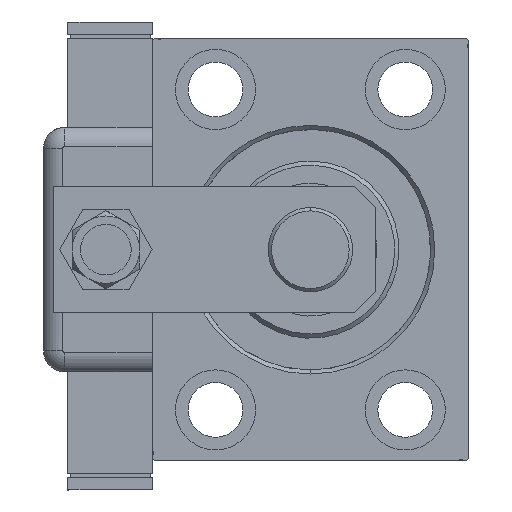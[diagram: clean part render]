
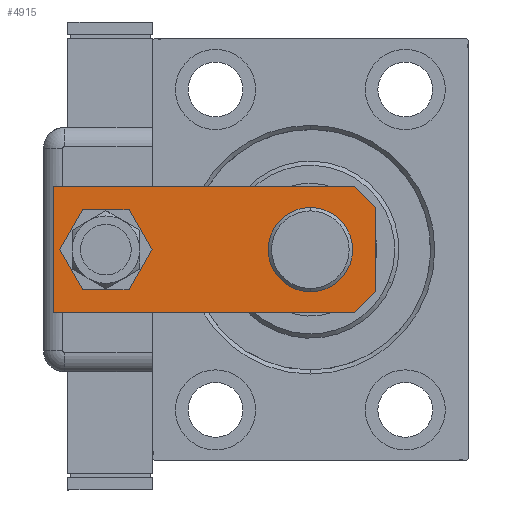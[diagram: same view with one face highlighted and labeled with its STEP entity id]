
A CAD part, left-side view. The second image highlights one B-rep face of the part: STEP entity #4915.
In plain terms, the highlighted face is planar.
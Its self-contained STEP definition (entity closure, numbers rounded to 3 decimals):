
#1186 = EDGE_CURVE ( 'NONE', #49733, #28626, #25750, .T. ) ;
#1902 = EDGE_CURVE ( 'NONE', #30000, #28626, #16363, .T. ) ;
#2738 = DIRECTION ( 'NONE',  ( 1., 0., 0. ) ) ;
#3696 = ORIENTED_EDGE ( 'NONE', *, *, #5186, .T. ) ;
#4145 = CIRCLE ( 'NONE', #29480, 7. ) ;
#4438 = VERTEX_POINT ( 'NONE', #14127 ) ;
#4915 = ADVANCED_FACE ( 'NONE', ( #16085, #15470, #34077 ), #29509, .F. ) ;
#4951 = CARTESIAN_POINT ( 'NONE',  ( 15., 76.5, 0. ) ) ;
#5186 = EDGE_CURVE ( 'NONE', #49733, #21304, #52612, .T. ) ;
#7913 = EDGE_CURVE ( 'NONE', #21536, #21304, #40585, .T. ) ;
#9321 = CARTESIAN_POINT ( 'NONE',  ( 0., 64., 0. ) ) ;
#10205 = AXIS2_PLACEMENT_3D ( 'NONE', #55558, #36051, #41534 ) ;
#10811 = CARTESIAN_POINT ( 'NONE',  ( -10., 0., 0. ) ) ;
#11272 = ORIENTED_EDGE ( 'NONE', *, *, #16440, .T. ) ;
#11488 = DIRECTION ( 'NONE',  ( 0., 0., 1. ) ) ;
#12814 = CARTESIAN_POINT ( 'NONE',  ( 15., 0., 0. ) ) ;
#13470 = VECTOR ( 'NONE', #58786, 1000. ) ;
#14109 = LINE ( 'NONE', #4951, #45150 ) ;
#14127 = CARTESIAN_POINT ( 'NONE',  ( -10., 15.5, 0. ) ) ;
#15470 = FACE_BOUND ( 'NONE', #54617, .T. ) ;
#16085 = FACE_OUTER_BOUND ( 'NONE', #31611, .T. ) ;
#16363 = LINE ( 'NONE', #36172, #13470 ) ;
#16440 = EDGE_CURVE ( 'NONE', #41561, #24310, #4145, .T. ) ;
#16572 = ORIENTED_EDGE ( 'NONE', *, *, #51203, .T. ) ;
#17028 = CARTESIAN_POINT ( 'NONE',  ( 7., 64., 0. ) ) ;
#17300 = AXIS2_PLACEMENT_3D ( 'NONE', #36934, #41509, #46384 ) ;
#17763 = ORIENTED_EDGE ( 'NONE', *, *, #42999, .T. ) ;
#19130 = EDGE_CURVE ( 'NONE', #30000, #45755, #58606, .T. ) ;
#20560 = VECTOR ( 'NONE', #31729, 1000. ) ;
#21304 = VERTEX_POINT ( 'NONE', #42115 ) ;
#21536 = VERTEX_POINT ( 'NONE', #22243 ) ;
#22030 = EDGE_CURVE ( 'NONE', #25296, #4438, #53085, .T. ) ;
#22243 = CARTESIAN_POINT ( 'NONE',  ( -15., 76.5, 0. ) ) ;
#22434 = DIRECTION ( 'NONE',  ( 0., 0., 1. ) ) ;
#24310 = VERTEX_POINT ( 'NONE', #17028 ) ;
#25044 = ORIENTED_EDGE ( 'NONE', *, *, #22030, .T. ) ;
#25296 = VERTEX_POINT ( 'NONE', #40902 ) ;
#25750 = LINE ( 'NONE', #58399, #34898 ) ;
#27238 = AXIS2_PLACEMENT_3D ( 'NONE', #34685, #11488, #30104 ) ;
#27319 = DIRECTION ( 'NONE',  ( 1., 0., 0. ) ) ;
#28626 = VERTEX_POINT ( 'NONE', #32145 ) ;
#29480 = AXIS2_PLACEMENT_3D ( 'NONE', #45127, #59775, #2738 ) ;
#29509 = PLANE ( 'NONE',  #27238 ) ;
#30000 = VERTEX_POINT ( 'NONE', #45446 ) ;
#30104 = DIRECTION ( 'NONE',  ( 1., 0., 0. ) ) ;
#31058 = ORIENTED_EDGE ( 'NONE', *, *, #1902, .T. ) ;
#31611 = EDGE_LOOP ( 'NONE', ( #33385, #3696, #42133, #38468, #57531, #31058 ) ) ;
#31729 = DIRECTION ( 'NONE',  ( 0., -1., 0. ) ) ;
#31765 = CIRCLE ( 'NONE', #43433, 7. ) ;
#32145 = CARTESIAN_POINT ( 'NONE',  ( 10., 0., 0. ) ) ;
#32500 = VECTOR ( 'NONE', #35703, 1000. ) ;
#32771 = EDGE_CURVE ( 'NONE', #45755, #21536, #14109, .T. ) ;
#33385 = ORIENTED_EDGE ( 'NONE', *, *, #1186, .F. ) ;
#34077 = FACE_BOUND ( 'NONE', #40824, .T. ) ;
#34685 = CARTESIAN_POINT ( 'NONE',  ( 0., 0., 0. ) ) ;
#34892 = DIRECTION ( 'NONE',  ( 1., 0., 0. ) ) ;
#34898 = VECTOR ( 'NONE', #34892, 1000. ) ;
#35703 = DIRECTION ( 'NONE',  ( 0., 1., 0. ) ) ;
#36051 = DIRECTION ( 'NONE',  ( 0., 0., 1. ) ) ;
#36172 = CARTESIAN_POINT ( 'NONE',  ( 15., 5., 0. ) ) ;
#36934 = CARTESIAN_POINT ( 'NONE',  ( 0., 15.5, 0. ) ) ;
#38468 = ORIENTED_EDGE ( 'NONE', *, *, #32771, .F. ) ;
#40585 = LINE ( 'NONE', #54913, #20560 ) ;
#40824 = EDGE_LOOP ( 'NONE', ( #16572, #25044 ) ) ;
#40902 = CARTESIAN_POINT ( 'NONE',  ( 10., 15.5, 0. ) ) ;
#41509 = DIRECTION ( 'NONE',  ( 0., 0., 1. ) ) ;
#41534 = DIRECTION ( 'NONE',  ( 1., 0., 0. ) ) ;
#41561 = VERTEX_POINT ( 'NONE', #44212 ) ;
#42115 = CARTESIAN_POINT ( 'NONE',  ( -15., 5., 0. ) ) ;
#42133 = ORIENTED_EDGE ( 'NONE', *, *, #7913, .F. ) ;
#42168 = DIRECTION ( 'NONE',  ( -1., 0., 0. ) ) ;
#42999 = EDGE_CURVE ( 'NONE', #24310, #41561, #31765, .T. ) ;
#43433 = AXIS2_PLACEMENT_3D ( 'NONE', #9321, #22434, #27319 ) ;
#43764 = DIRECTION ( 'NONE',  ( -0.707, 0.707, 0. ) ) ;
#44212 = CARTESIAN_POINT ( 'NONE',  ( -7., 64., 0. ) ) ;
#45127 = CARTESIAN_POINT ( 'NONE',  ( 0., 64., 0. ) ) ;
#45150 = VECTOR ( 'NONE', #42168, 1000. ) ;
#45446 = CARTESIAN_POINT ( 'NONE',  ( 15., 5., 0. ) ) ;
#45755 = VERTEX_POINT ( 'NONE', #54229 ) ;
#46384 = DIRECTION ( 'NONE',  ( 1., 0., 0. ) ) ;
#47694 = VECTOR ( 'NONE', #43764, 1000. ) ;
#49733 = VERTEX_POINT ( 'NONE', #59718 ) ;
#51203 = EDGE_CURVE ( 'NONE', #4438, #25296, #54317, .T. ) ;
#52612 = LINE ( 'NONE', #10811, #47694 ) ;
#53085 = CIRCLE ( 'NONE', #10205, 10. ) ;
#54229 = CARTESIAN_POINT ( 'NONE',  ( 15., 76.5, 0. ) ) ;
#54317 = CIRCLE ( 'NONE', #17300, 10. ) ;
#54617 = EDGE_LOOP ( 'NONE', ( #11272, #17763 ) ) ;
#54913 = CARTESIAN_POINT ( 'NONE',  ( -15., 76.5, 0. ) ) ;
#55558 = CARTESIAN_POINT ( 'NONE',  ( 0., 15.5, 0. ) ) ;
#57531 = ORIENTED_EDGE ( 'NONE', *, *, #19130, .F. ) ;
#58399 = CARTESIAN_POINT ( 'NONE',  ( -15., 0., 0. ) ) ;
#58606 = LINE ( 'NONE', #12814, #32500 ) ;
#58786 = DIRECTION ( 'NONE',  ( -0.707, -0.707, 0. ) ) ;
#59718 = CARTESIAN_POINT ( 'NONE',  ( -10., 0., 0. ) ) ;
#59775 = DIRECTION ( 'NONE',  ( 0., 0., 1. ) ) ;
